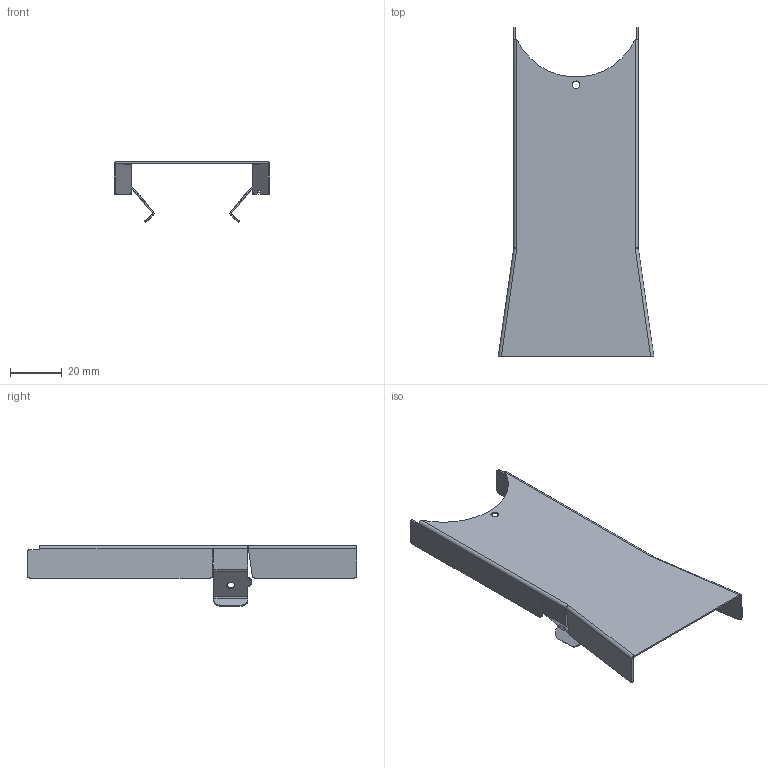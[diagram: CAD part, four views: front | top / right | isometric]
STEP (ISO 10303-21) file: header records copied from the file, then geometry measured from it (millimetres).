
FILE_DESCRIPTION (( 'STEP AP214' ), '1' );
FILE_NAME ('1728-C.STEP', '2016-07-15T11:27:12', ( '' ), ( '' ), 'SwSTEP 2.0', 'SolidWorks 2015', '' );
FILE_SCHEMA (( 'AUTOMOTIVE_DESIGN' ));
Length unit declared in the file: millimetre
Products named in the file (1): 1728-C
Bounding box: 60 x 127.09 x 23.46 mm (x, y, z)
Volume: 5341.8 mm3; surface area: 18169.1 mm2
Topology: 1 solids, 1 shells, 123 faces, 299 edges, 178 vertices
Faces by surface type: plane 70, cylinder 45, bspline 8
Entity records: 3671 total; most frequent: CARTESIAN_POINT 787, ORIENTED_EDGE 598, DIRECTION 585, EDGE_CURVE 299, AXIS2_PLACEMENT_3D 202, VECTOR 181, LINE 181, VERTEX_POINT 178
